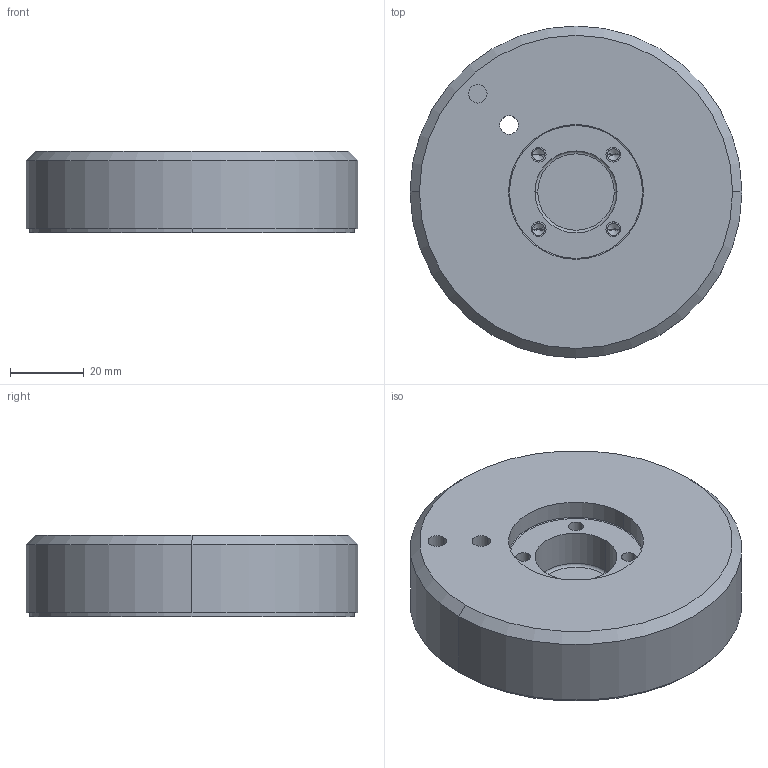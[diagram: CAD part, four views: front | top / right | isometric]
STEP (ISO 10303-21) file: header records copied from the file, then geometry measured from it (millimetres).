
FILE_DESCRIPTION (( 'STEP AP214' ), '1' );
FILE_NAME ('S209001.STEP', '2019-08-23T19:34:15', ( '' ), ( '' ), 'SwSTEP 2.0', 'SolidWorks 2019', '' );
FILE_SCHEMA (( 'AUTOMOTIVE_DESIGN' ));
Length unit declared in the file: inch
Products named in the file (1): S209001
Bounding box: 89.92 x 89.92 x 22 mm (x, y, z)
Volume: 120925.3 mm3; surface area: 31455.5 mm2
Topology: 2 solids, 2 shells, 69 faces, 146 edges, 88 vertices
Faces by surface type: cylinder 38, plane 15, cone 12, torus 4
Entity records: 2780 total; most frequent: DIRECTION 366, CARTESIAN_POINT 296, ORIENTED_EDGE 276, AXIS2_PLACEMENT_3D 158, EDGE_CURVE 138, CIRCLE 88, VERTEX_POINT 88, EDGE_LOOP 88
